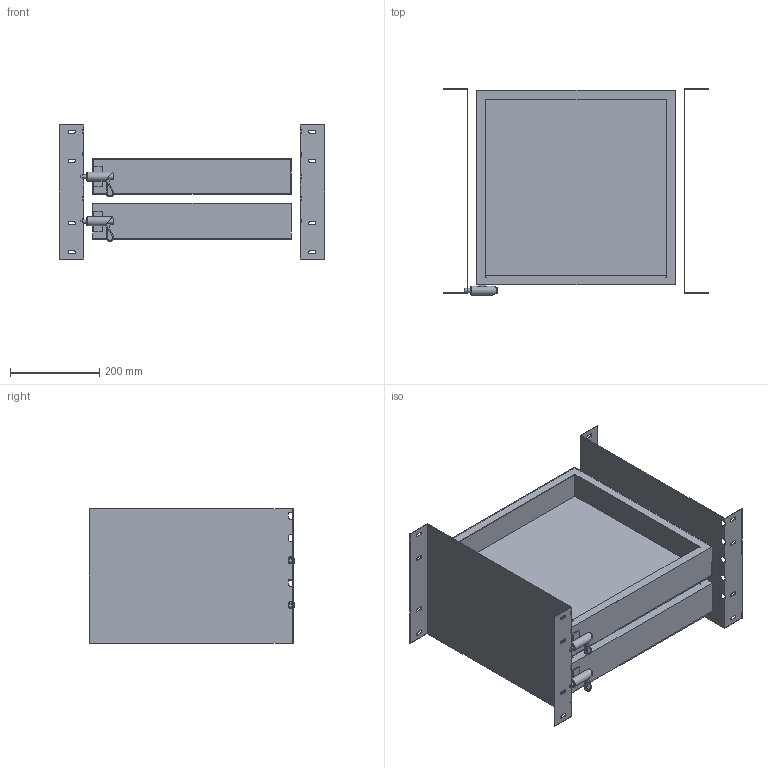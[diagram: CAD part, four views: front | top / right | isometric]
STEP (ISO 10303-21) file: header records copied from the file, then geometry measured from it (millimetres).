
FILE_DESCRIPTION(/* description */ (''),/* implementation_level */ '2;1');
FILE_NAME(/* name */ '423-683_Schubladen-Einbausatz_2x600.stp',/* time_stamp */ '2019-01-29T16:45:19+01:00',/* author */ ('lang1ph'),/* organization */ (''),/* preprocessor_version */ 'ST-DEVELOPER v17.2',/* originating_system */ 'Autodesk Inventor 2019',/* authorisation */ '');
FILE_SCHEMA (('AUTOMOTIVE_DESIGN { 1 0 10303 214 3 1 1 }'));
Length unit declared in the file: millimetre
Products named in the file (1): 423-683_Schubladen-Einbausatz_2x600_Shrinkwrap_1
Bounding box: 593.6 x 461 x 300 mm (x, y, z)
Surface area: 1954383.8 mm2 (no closed solid volume)
Topology: 0 solids, 16 shells, 262 faces, 809 edges, 554 vertices
Faces by surface type: plane 166, cylinder 66, bspline 20, cone 10
Full cylindrical faces by diameter (mm): 10 x2, 13 x2, 20 x2
Entity records: 10400 total; most frequent: CARTESIAN_POINT 2944, ORIENTED_EDGE 1554, DIRECTION 1363, EDGE_CURVE 809, LINE 565, VECTOR 565, VERTEX_POINT 554, AXIS2_PLACEMENT_3D 399
